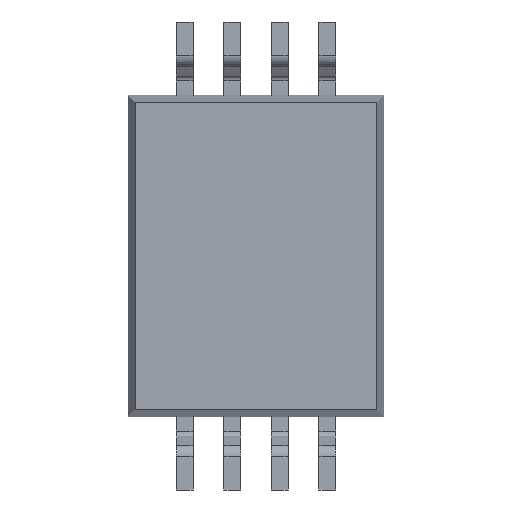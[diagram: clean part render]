
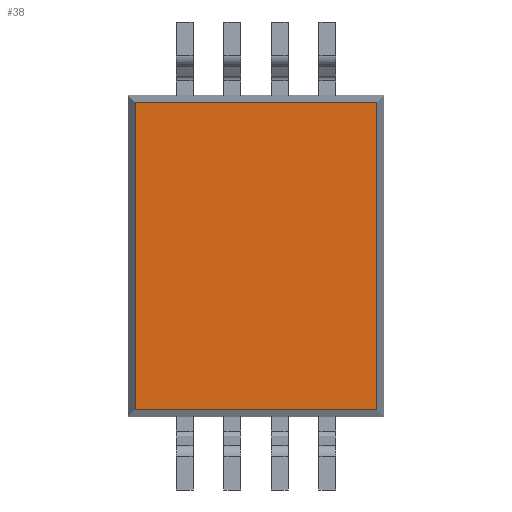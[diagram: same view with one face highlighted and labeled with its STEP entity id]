
A CAD part, front view. The second image highlights one B-rep face of the part: STEP entity #38.
In plain terms, the highlighted face is planar.
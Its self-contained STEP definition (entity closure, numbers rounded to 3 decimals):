
#38 = ADVANCED_FACE ( 'NONE', ( #1007 ), #1239, .T. ) ;
#186 = CARTESIAN_POINT ( 'NONE',  ( -1.65, -2.1, 0.15 ) ) ;
#210 = DIRECTION ( 'NONE',  ( -1., 0., 0. ) ) ;
#283 = VECTOR ( 'NONE', #1008, 1000. ) ;
#374 = VERTEX_POINT ( 'NONE', #430 ) ;
#375 = CARTESIAN_POINT ( 'NONE',  ( 1.65, 0., 0.15 ) ) ;
#430 = CARTESIAN_POINT ( 'NONE',  ( -1.65, 2.1, 0.15 ) ) ;
#459 = CARTESIAN_POINT ( 'NONE',  ( 1.65, -2.1, 0.15 ) ) ;
#482 = ORIENTED_EDGE ( 'NONE', *, *, #1186, .T. ) ;
#556 = VECTOR ( 'NONE', #1021, 1000. ) ;
#586 = VERTEX_POINT ( 'NONE', #186 ) ;
#785 = AXIS2_PLACEMENT_3D ( 'NONE', #936, #928, #1072 ) ;
#794 = ORIENTED_EDGE ( 'NONE', *, *, #1768, .T. ) ;
#928 = DIRECTION ( 'NONE',  ( 0., 0., -1. ) ) ;
#936 = CARTESIAN_POINT ( 'NONE',  ( 0., 0., 0.15 ) ) ;
#1007 = FACE_OUTER_BOUND ( 'NONE', #2133, .T. ) ;
#1008 = DIRECTION ( 'NONE',  ( 1., 0., 0. ) ) ;
#1021 = DIRECTION ( 'NONE',  ( 0., 1., 0. ) ) ;
#1072 = DIRECTION ( 'NONE',  ( -1., 0., 0. ) ) ;
#1186 = EDGE_CURVE ( 'NONE', #374, #1690, #1426, .T. ) ;
#1239 = PLANE ( 'NONE',  #785 ) ;
#1266 = CARTESIAN_POINT ( 'NONE',  ( 0., -2.1, 0.15 ) ) ;
#1426 = LINE ( 'NONE', #1557, #283 ) ;
#1494 = LINE ( 'NONE', #375, #1915 ) ;
#1518 = ORIENTED_EDGE ( 'NONE', *, *, #1638, .T. ) ;
#1557 = CARTESIAN_POINT ( 'NONE',  ( 0., 2.1, 0.15 ) ) ;
#1638 = EDGE_CURVE ( 'NONE', #1690, #2141, #1494, .T. ) ;
#1646 = LINE ( 'NONE', #1266, #1919 ) ;
#1690 = VERTEX_POINT ( 'NONE', #2185 ) ;
#1768 = EDGE_CURVE ( 'NONE', #586, #374, #1961, .T. ) ;
#1843 = DIRECTION ( 'NONE',  ( 0., -1., 0. ) ) ;
#1915 = VECTOR ( 'NONE', #1843, 1000. ) ;
#1919 = VECTOR ( 'NONE', #210, 1000. ) ;
#1961 = LINE ( 'NONE', #2332, #556 ) ;
#1971 = EDGE_CURVE ( 'NONE', #2141, #586, #1646, .T. ) ;
#2133 = EDGE_LOOP ( 'NONE', ( #794, #482, #1518, #2302 ) ) ;
#2141 = VERTEX_POINT ( 'NONE', #459 ) ;
#2185 = CARTESIAN_POINT ( 'NONE',  ( 1.65, 2.1, 0.15 ) ) ;
#2302 = ORIENTED_EDGE ( 'NONE', *, *, #1971, .T. ) ;
#2332 = CARTESIAN_POINT ( 'NONE',  ( -1.65, 0., 0.15 ) ) ;
